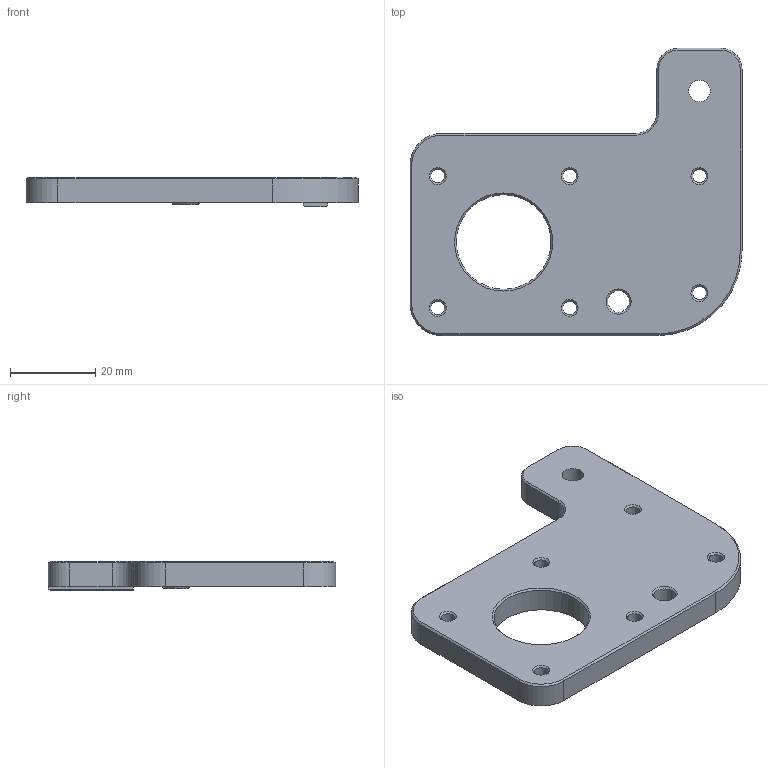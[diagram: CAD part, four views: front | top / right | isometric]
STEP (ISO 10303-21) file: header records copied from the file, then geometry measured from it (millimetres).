
FILE_DESCRIPTION(/* description */ (''),/* implementation_level */ '2;1');
FILE_NAME(/* name */ 'FR_TOP.step',/* time_stamp */ '2024-06-07T17:22:10+09:00',/* author */ (''),/* organization */ (''),/* preprocessor_version */ 'ST-DEVELOPER v20',/* originating_system */ 'Autodesk Translation Framework v13.14.0.145',/* authorisation */ '');
FILE_SCHEMA (('AUTOMOTIVE_DESIGN { 1 0 10303 214 3 1 1 }'));
Length unit declared in the file: millimetre
Products named in the file (1): FR_TOP
Bounding box: 78 x 67.5 x 7 mm (x, y, z)
Volume: 21139.8 mm3; surface area: 9584.3 mm2
Topology: 1 solids, 1 shells, 54 faces, 133 edges, 81 vertices
Faces by surface type: plane 23, cylinder 15, cone 14, torus 2
Full cylindrical faces by diameter (mm): 3.2 x6, 5.1 x2, 22.25 x1
Entity records: 1662 total; most frequent: DIRECTION 296, CARTESIAN_POINT 269, ORIENTED_EDGE 266, EDGE_CURVE 133, AXIS2_PLACEMENT_3D 108, VERTEX_POINT 81, LINE 80, VECTOR 80
